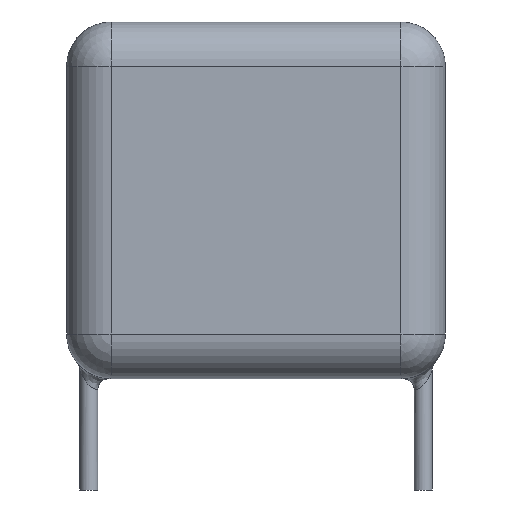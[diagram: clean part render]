
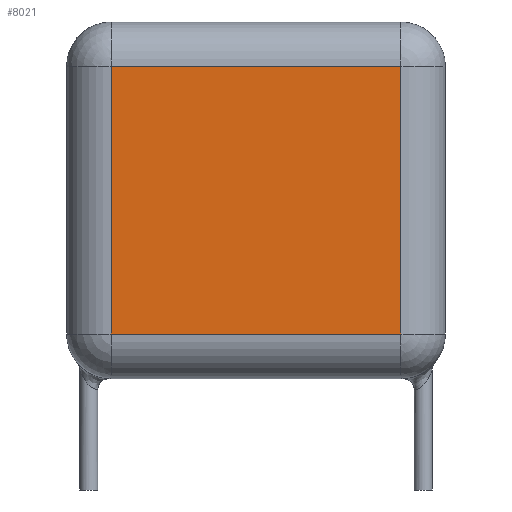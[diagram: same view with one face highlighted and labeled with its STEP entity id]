
A CAD part, front view. The second image highlights one B-rep face of the part: STEP entity #8021.
In plain terms, the highlighted planar face has unit normal (0, -1, 0).
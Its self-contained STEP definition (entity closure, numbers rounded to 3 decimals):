
#199 = VERTEX_POINT ( 'NONE', #12330 ) ;
#333 = EDGE_CURVE ( 'NONE', #4105, #199, #7687, .T. ) ;
#437 = LINE ( 'NONE', #11288, #1538 ) ;
#500 = DIRECTION ( 'NONE',  ( 1., 0., 0. ) ) ;
#621 = CARTESIAN_POINT ( 'NONE',  ( -8.5, -4.25, 16. ) ) ;
#741 = ORIENTED_EDGE ( 'NONE', *, *, #6932, .T. ) ;
#769 = EDGE_CURVE ( 'NONE', #5417, #4065, #963, .T. ) ;
#963 = LINE ( 'NONE', #4902, #12535 ) ;
#1538 = VECTOR ( 'NONE', #500, 1000. ) ;
#1789 = CARTESIAN_POINT ( 'NONE',  ( 6.5, -4.25, 14. ) ) ;
#2009 = LINE ( 'NONE', #11928, #2322 ) ;
#2322 = VECTOR ( 'NONE', #8935, 1000. ) ;
#2573 = PLANE ( 'NONE',  #5165 ) ;
#2684 = ORIENTED_EDGE ( 'NONE', *, *, #333, .T. ) ;
#3882 = VECTOR ( 'NONE', #12528, 1000. ) ;
#4065 = VERTEX_POINT ( 'NONE', #1789 ) ;
#4105 = VERTEX_POINT ( 'NONE', #8660 ) ;
#4902 = CARTESIAN_POINT ( 'NONE',  ( 6.5, -4.25, 16. ) ) ;
#5165 = AXIS2_PLACEMENT_3D ( 'NONE', #621, #7583, #6499 ) ;
#5417 = VERTEX_POINT ( 'NONE', #8849 ) ;
#6105 = EDGE_CURVE ( 'NONE', #4065, #4105, #2009, .T. ) ;
#6499 = DIRECTION ( 'NONE',  ( 0., 0., 1. ) ) ;
#6932 = EDGE_CURVE ( 'NONE', #199, #5417, #437, .T. ) ;
#7583 = DIRECTION ( 'NONE',  ( 0., 1., 0. ) ) ;
#7687 = LINE ( 'NONE', #12469, #3882 ) ;
#8021 = ADVANCED_FACE ( 'NONE', ( #8416 ), #2573, .F. ) ;
#8416 = FACE_OUTER_BOUND ( 'NONE', #12384, .T. ) ;
#8472 = ORIENTED_EDGE ( 'NONE', *, *, #769, .T. ) ;
#8660 = CARTESIAN_POINT ( 'NONE',  ( -6.5, -4.25, 14. ) ) ;
#8849 = CARTESIAN_POINT ( 'NONE',  ( 6.5, -4.25, 2. ) ) ;
#8935 = DIRECTION ( 'NONE',  ( -1., 0., 0. ) ) ;
#11288 = CARTESIAN_POINT ( 'NONE',  ( -8.5, -4.25, 2. ) ) ;
#11928 = CARTESIAN_POINT ( 'NONE',  ( -8.5, -4.25, 14. ) ) ;
#12309 = ORIENTED_EDGE ( 'NONE', *, *, #6105, .T. ) ;
#12330 = CARTESIAN_POINT ( 'NONE',  ( -6.5, -4.25, 2. ) ) ;
#12384 = EDGE_LOOP ( 'NONE', ( #2684, #741, #8472, #12309 ) ) ;
#12469 = CARTESIAN_POINT ( 'NONE',  ( -6.5, -4.25, 16. ) ) ;
#12528 = DIRECTION ( 'NONE',  ( 0., 0., -1. ) ) ;
#12535 = VECTOR ( 'NONE', #12754, 1000. ) ;
#12754 = DIRECTION ( 'NONE',  ( 0., 0., 1. ) ) ;
